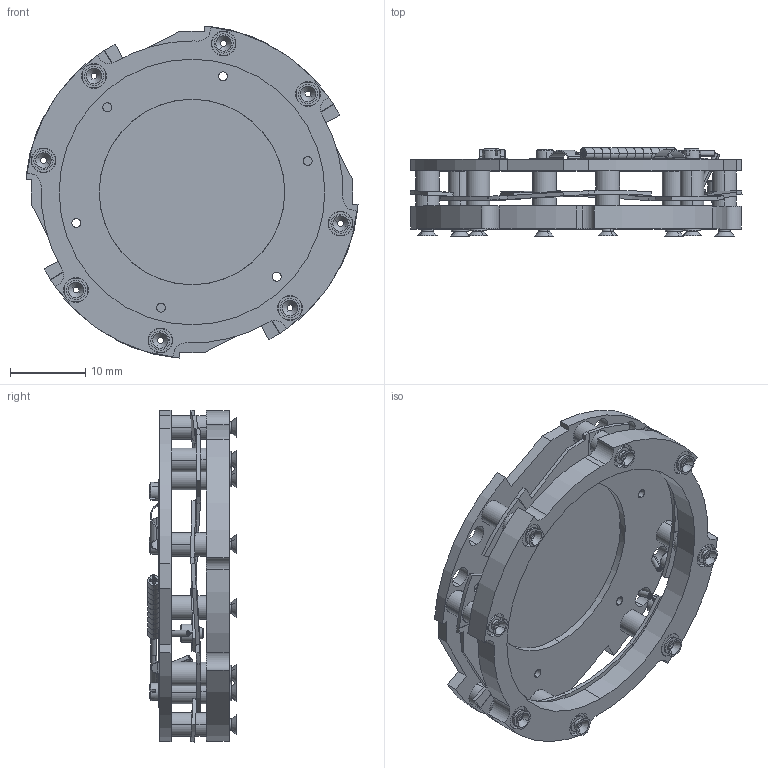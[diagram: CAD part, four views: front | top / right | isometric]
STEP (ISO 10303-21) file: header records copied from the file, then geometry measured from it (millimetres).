
FILE_DESCRIPTION (( 'STEP AP214' ), '1' );
FILE_NAME ('SN101426-08, STLCP-1.74-1.0_TTC_LR_HAYNES_S.STEP', '2020-05-08T16:08:02', ( '' ), ( '' ), 'SwSTEP 2.0', 'SolidWorks 2010', '' );
FILE_SCHEMA (( 'AUTOMOTIVE_DESIGN' ));
Length unit declared in the file: inch
Products named in the file (1): SN101426-08, STLCP-1.74-1.0_TTC_LR_HAYNES_S
Bounding box: 44.06 x 11.71 x 44.06 mm (x, y, z)
Surface area: 7462.7 mm2 (no closed solid volume)
Topology: 0 solids, 87 shells, 677 faces, 1808 edges, 1192 vertices
Faces by surface type: cylinder 379, plane 191, cone 71, torus 24, bspline 12
Entity records: 30290 total; most frequent: DIRECTION 4067, CARTESIAN_POINT 4006, ORIENTED_EDGE 3107, EDGE_CURVE 1800, AXIS2_PLACEMENT_3D 1685, VERTEX_POINT 1192, CIRCLE 1019, EDGE_LOOP 836
